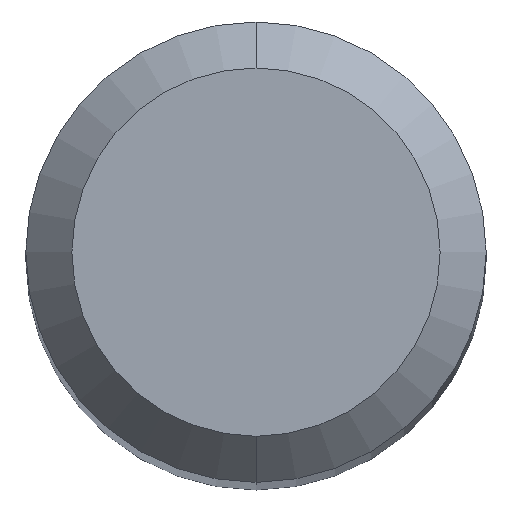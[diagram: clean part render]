
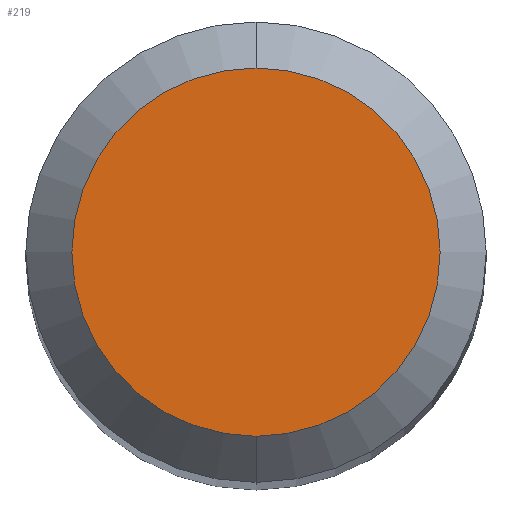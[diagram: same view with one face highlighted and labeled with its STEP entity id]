
A CAD part, top view. The second image highlights one B-rep face of the part: STEP entity #219.
In plain terms, the highlighted planar face has unit normal (0, 0, 1).
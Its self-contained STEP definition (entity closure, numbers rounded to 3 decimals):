
#179=VERTEX_POINT('',#487);
#219=ADVANCED_FACE('',(#533),#534,.T.);
#233=EDGE_CURVE('',#313,#179,#548,.T.);
#299=EDGE_CURVE('',#179,#313,#621,.T.);
#313=VERTEX_POINT('',#636);
#487=CARTESIAN_POINT('',(0.,-1.2,0.0));
#533=FACE_OUTER_BOUND('',#914,.T.);
#534=PLANE('',#915);
#548=CIRCLE('',#935,1.2);
#621=CIRCLE('',#1077,1.2);
#636=CARTESIAN_POINT('',(0.0,1.2,0.0));
#914=EDGE_LOOP('',(#1508,#1509));
#915=AXIS2_PLACEMENT_3D('',#1510,#1511,#1512);
#935=AXIS2_PLACEMENT_3D('',#1518,#1519,#1520);
#1077=AXIS2_PLACEMENT_3D('',#1615,#1616,#1617);
#1508=ORIENTED_EDGE('',*,*,#233,.F.);
#1509=ORIENTED_EDGE('',*,*,#299,.F.);
#1510=CARTESIAN_POINT('',(0.0,0.6,0.0));
#1511=DIRECTION('',(-0.0,0.0,1.0));
#1512=DIRECTION('',(0.0,-1.0,0.0));
#1518=CARTESIAN_POINT('',(0.0,0.0,0.0));
#1519=DIRECTION('',(0.0,0.0,-1.0));
#1520=DIRECTION('',(0.0,1.0,0.0));
#1615=CARTESIAN_POINT('',(0.0,0.0,0.0));
#1616=DIRECTION('',(0.0,0.0,-1.0));
#1617=DIRECTION('',(0.0,1.0,0.0));
